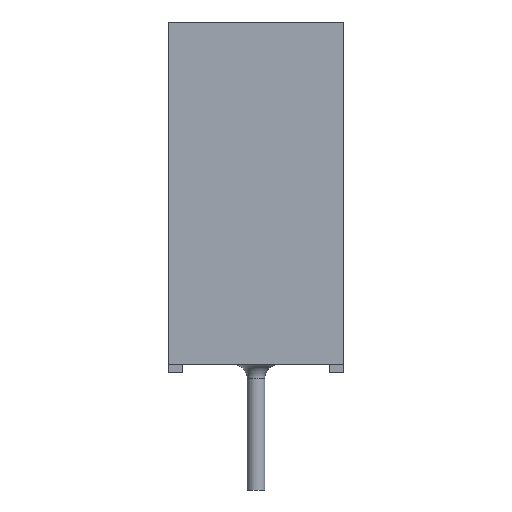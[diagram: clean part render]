
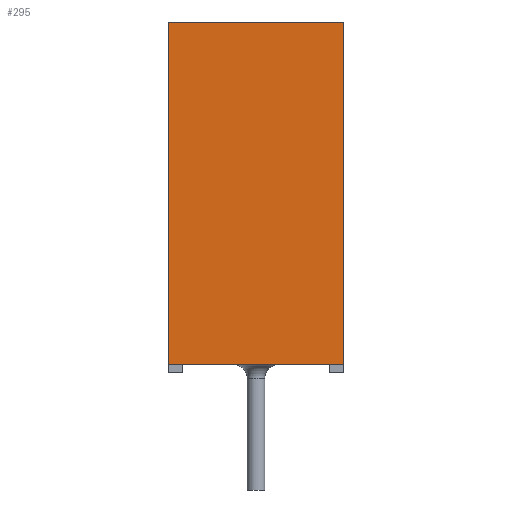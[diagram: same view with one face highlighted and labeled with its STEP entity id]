
A CAD part, left-side view. The second image highlights one B-rep face of the part: STEP entity #295.
In plain terms, the highlighted planar face has unit normal (-1, 0, 0).
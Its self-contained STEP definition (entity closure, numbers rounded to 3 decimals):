
#295 = ADVANCED_FACE( '', ( #789 ), #790, .F. );
#789 = FACE_OUTER_BOUND( '', #1526, .T. );
#790 = PLANE( '', #1527 );
#1526 = EDGE_LOOP( '', ( #2459, #2460, #2461, #2462 ) );
#1527 = AXIS2_PLACEMENT_3D( '', #2463, #2464, #2465 );
#2459 = ORIENTED_EDGE( '', *, *, #4945, .T. );
#2460 = ORIENTED_EDGE( '', *, *, #5060, .F. );
#2461 = ORIENTED_EDGE( '', *, *, #5061, .F. );
#2462 = ORIENTED_EDGE( '', *, *, #5062, .T. );
#2463 = CARTESIAN_POINT( '', ( -6.5, -3., 5.85 ) );
#2464 = DIRECTION( '', ( 1., 0., 0. ) );
#2465 = DIRECTION( '', ( 0., 0., -1. ) );
#4945 = EDGE_CURVE( '', #5732, #5733, #5734, .T. );
#5060 = EDGE_CURVE( '', #5938, #5733, #5939, .T. );
#5061 = EDGE_CURVE( '', #5940, #5938, #5941, .T. );
#5062 = EDGE_CURVE( '', #5940, #5732, #5942, .T. );
#5732 = VERTEX_POINT( '', #6899 );
#5733 = VERTEX_POINT( '', #6900 );
#5734 = LINE( '', #6901, #6902 );
#5938 = VERTEX_POINT( '', #7358 );
#5939 = LINE( '', #7359, #7360 );
#5940 = VERTEX_POINT( '', #7361 );
#5941 = LINE( '', #7362, #7363 );
#5942 = LINE( '', #7364, #7365 );
#6899 = CARTESIAN_POINT( '', ( -6.5, 3., 5.85 ) );
#6900 = CARTESIAN_POINT( '', ( -6.5, 3., -5.85 ) );
#6901 = CARTESIAN_POINT( '', ( -6.5, 3., 5.85 ) );
#6902 = VECTOR( '', #10139, 1000. );
#7358 = CARTESIAN_POINT( '', ( -6.5, -3., -5.85 ) );
#7359 = CARTESIAN_POINT( '', ( -6.5, -3., -5.85 ) );
#7360 = VECTOR( '', #10201, 1000. );
#7361 = CARTESIAN_POINT( '', ( -6.5, -3., 5.85 ) );
#7362 = CARTESIAN_POINT( '', ( -6.5, -3., 5.85 ) );
#7363 = VECTOR( '', #10202, 1000. );
#7364 = CARTESIAN_POINT( '', ( -6.5, -3., 5.85 ) );
#7365 = VECTOR( '', #10203, 1000. );
#10139 = DIRECTION( '', ( 0., 0., -1. ) );
#10201 = DIRECTION( '', ( 0., 1., 0. ) );
#10202 = DIRECTION( '', ( 0., 0., -1. ) );
#10203 = DIRECTION( '', ( 0., 1., 0. ) );
